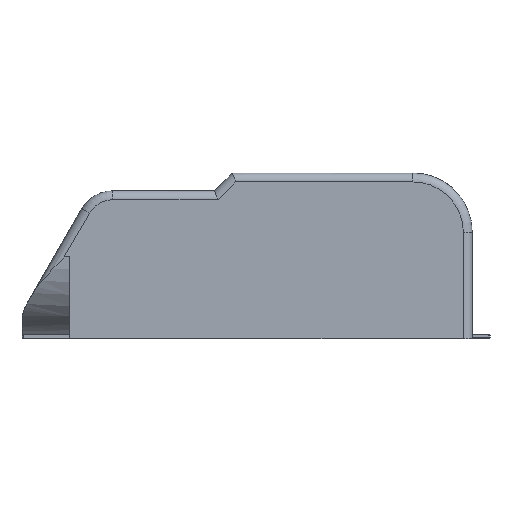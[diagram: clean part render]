
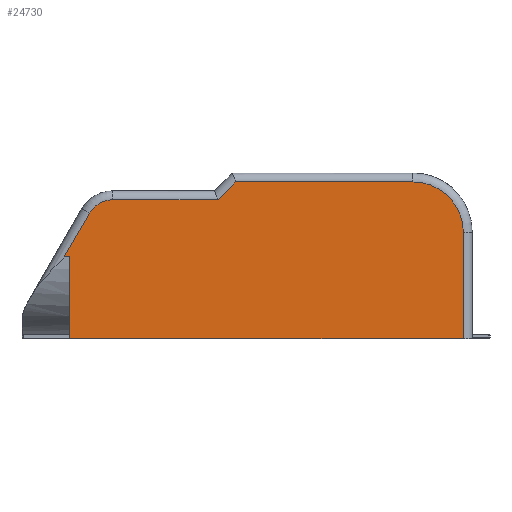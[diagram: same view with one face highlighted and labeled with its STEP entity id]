
A CAD part, front view. The second image highlights one B-rep face of the part: STEP entity #24730.
In plain terms, the highlighted planar face has unit normal (0, -1, 0).
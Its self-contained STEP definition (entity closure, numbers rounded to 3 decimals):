
#238 = CARTESIAN_POINT ( 'NONE',  ( 14.9, -8.775, 0. ) ) ;
#498 = VERTEX_POINT ( 'NONE', #26042 ) ;
#534 = CARTESIAN_POINT ( 'NONE',  ( 2.281, -8.775, 4.25 ) ) ;
#657 = CARTESIAN_POINT ( 'NONE',  ( 14.9, -8.775, 0. ) ) ;
#1202 = VERTEX_POINT ( 'NONE', #11600 ) ;
#1339 = EDGE_CURVE ( 'NONE', #498, #21863, #13409, .T. ) ;
#1830 = VERTEX_POINT ( 'NONE', #21193 ) ;
#2640 = CARTESIAN_POINT ( 'NONE',  ( 1.425, -8.775, 2.768 ) ) ;
#2775 = EDGE_CURVE ( 'NONE', #1830, #498, #8851, .T. ) ;
#2923 = ORIENTED_EDGE ( 'NONE', *, *, #1339, .F. ) ;
#3058 = DIRECTION ( 'NONE',  ( 0., 0., -1. ) ) ;
#3188 = FACE_OUTER_BOUND ( 'NONE', #19995, .T. ) ;
#3208 = CARTESIAN_POINT ( 'NONE',  ( 13.2, -8.775, 5.3 ) ) ;
#3508 = CIRCLE ( 'NONE', #17474, 1.7 ) ;
#4050 = CARTESIAN_POINT ( 'NONE',  ( 15.2, -8.775, 0. ) ) ;
#4193 = LINE ( 'NONE', #4050, #9702 ) ;
#4971 = ORIENTED_EDGE ( 'NONE', *, *, #14971, .F. ) ;
#5103 = DIRECTION ( 'NONE',  ( 0., 1., 0. ) ) ;
#5217 = LINE ( 'NONE', #7192, #14302 ) ;
#5880 = DIRECTION ( 'NONE',  ( 0., 0., 1. ) ) ;
#5925 = VECTOR ( 'NONE', #15017, 1000. ) ;
#6383 = ORIENTED_EDGE ( 'NONE', *, *, #14698, .F. ) ;
#7088 = VERTEX_POINT ( 'NONE', #2640 ) ;
#7192 = CARTESIAN_POINT ( 'NONE',  ( 1.6, -8.775, 0. ) ) ;
#7410 = VECTOR ( 'NONE', #27132, 1000. ) ;
#7458 = DIRECTION ( 'NONE',  ( 0., -1., 0. ) ) ;
#7624 = DIRECTION ( 'NONE',  ( -1., 0., 0. ) ) ;
#8732 = LINE ( 'NONE', #238, #25524 ) ;
#8787 = CARTESIAN_POINT ( 'NONE',  ( 7.312, -8.775, 5.388 ) ) ;
#8851 = LINE ( 'NONE', #19388, #5925 ) ;
#9324 = LINE ( 'NONE', #13525, #24592 ) ;
#9702 = VECTOR ( 'NONE', #18965, 1000. ) ;
#9960 = DIRECTION ( 'NONE',  ( 0., 0., 1. ) ) ;
#10368 = EDGE_CURVE ( 'NONE', #19944, #1830, #10544, .T. ) ;
#10544 = CIRCLE ( 'NONE', #24031, 0.9 ) ;
#10768 = DIRECTION ( 'NONE',  ( 0.5, 0., 0.866 ) ) ;
#11126 = ORIENTED_EDGE ( 'NONE', *, *, #2775, .F. ) ;
#11289 = EDGE_CURVE ( 'NONE', #1202, #19140, #8732, .T. ) ;
#11600 = CARTESIAN_POINT ( 'NONE',  ( 14.9, -8.775, 3.6 ) ) ;
#12975 = VERTEX_POINT ( 'NONE', #23316 ) ;
#13065 = ORIENTED_EDGE ( 'NONE', *, *, #20503, .F. ) ;
#13133 = VECTOR ( 'NONE', #21997, 1000. ) ;
#13409 = LINE ( 'NONE', #8787, #13133 ) ;
#13525 = CARTESIAN_POINT ( 'NONE',  ( 1.6, -8.775, 2.768 ) ) ;
#14049 = ORIENTED_EDGE ( 'NONE', *, *, #27476, .F. ) ;
#14302 = VECTOR ( 'NONE', #3058, 1000. ) ;
#14358 = ORIENTED_EDGE ( 'NONE', *, *, #22515, .F. ) ;
#14698 = EDGE_CURVE ( 'NONE', #7088, #19944, #18935, .T. ) ;
#14971 = EDGE_CURVE ( 'NONE', #21863, #18938, #26996, .T. ) ;
#15017 = DIRECTION ( 'NONE',  ( 1., 0., 0. ) ) ;
#16036 = CARTESIAN_POINT ( 'NONE',  ( 3.06, -8.775, 3.8 ) ) ;
#16761 = CARTESIAN_POINT ( 'NONE',  ( 13.2, -8.775, 3.6 ) ) ;
#16904 = DIRECTION ( 'NONE',  ( 0., 1., 0. ) ) ;
#17474 = AXIS2_PLACEMENT_3D ( 'NONE', #16761, #16904, #19158 ) ;
#18265 = VERTEX_POINT ( 'NONE', #23636 ) ;
#18330 = AXIS2_PLACEMENT_3D ( 'NONE', #24736, #7458, #9960 ) ;
#18337 = CARTESIAN_POINT ( 'NONE',  ( 13.2, -8.775, 5.3 ) ) ;
#18555 = ORIENTED_EDGE ( 'NONE', *, *, #23758, .T. ) ;
#18935 = LINE ( 'NONE', #21467, #23595 ) ;
#18938 = VERTEX_POINT ( 'NONE', #3208 ) ;
#18965 = DIRECTION ( 'NONE',  ( -1., 0., 0. ) ) ;
#19140 = VERTEX_POINT ( 'NONE', #657 ) ;
#19158 = DIRECTION ( 'NONE',  ( 0., 0., 1. ) ) ;
#19388 = CARTESIAN_POINT ( 'NONE',  ( 6.5, -8.775, 4.7 ) ) ;
#19762 = ORIENTED_EDGE ( 'NONE', *, *, #10368, .F. ) ;
#19944 = VERTEX_POINT ( 'NONE', #534 ) ;
#19995 = EDGE_LOOP ( 'NONE', ( #18555, #14358, #21334, #13065, #4971, #2923, #11126, #19762, #6383, #14049 ) ) ;
#20503 = EDGE_CURVE ( 'NONE', #18938, #1202, #3508, .T. ) ;
#20578 = CARTESIAN_POINT ( 'NONE',  ( 7.224, -8.775, 5.3 ) ) ;
#21193 = CARTESIAN_POINT ( 'NONE',  ( 3.06, -8.775, 4.7 ) ) ;
#21334 = ORIENTED_EDGE ( 'NONE', *, *, #11289, .F. ) ;
#21467 = CARTESIAN_POINT ( 'NONE',  ( 2.281, -8.775, 4.25 ) ) ;
#21526 = DIRECTION ( 'NONE',  ( 0., 0., -1. ) ) ;
#21863 = VERTEX_POINT ( 'NONE', #20578 ) ;
#21997 = DIRECTION ( 'NONE',  ( 0.707, 0., 0.707 ) ) ;
#22515 = EDGE_CURVE ( 'NONE', #19140, #12975, #4193, .T. ) ;
#22785 = PLANE ( 'NONE',  #18330 ) ;
#23316 = CARTESIAN_POINT ( 'NONE',  ( 1.6, -8.775, 0. ) ) ;
#23595 = VECTOR ( 'NONE', #10768, 1000. ) ;
#23636 = CARTESIAN_POINT ( 'NONE',  ( 1.6, -8.775, 2.768 ) ) ;
#23758 = EDGE_CURVE ( 'NONE', #18265, #12975, #5217, .T. ) ;
#24031 = AXIS2_PLACEMENT_3D ( 'NONE', #16036, #5103, #5880 ) ;
#24592 = VECTOR ( 'NONE', #7624, 1000. ) ;
#24730 = ADVANCED_FACE ( 'NONE', ( #3188 ), #22785, .T. ) ;
#24736 = CARTESIAN_POINT ( 'NONE',  ( 1.2, -8.775, 0.578 ) ) ;
#25524 = VECTOR ( 'NONE', #21526, 1000. ) ;
#26042 = CARTESIAN_POINT ( 'NONE',  ( 6.624, -8.775, 4.7 ) ) ;
#26996 = LINE ( 'NONE', #18337, #7410 ) ;
#27132 = DIRECTION ( 'NONE',  ( 1., 0., 0. ) ) ;
#27476 = EDGE_CURVE ( 'NONE', #18265, #7088, #9324, .T. ) ;
